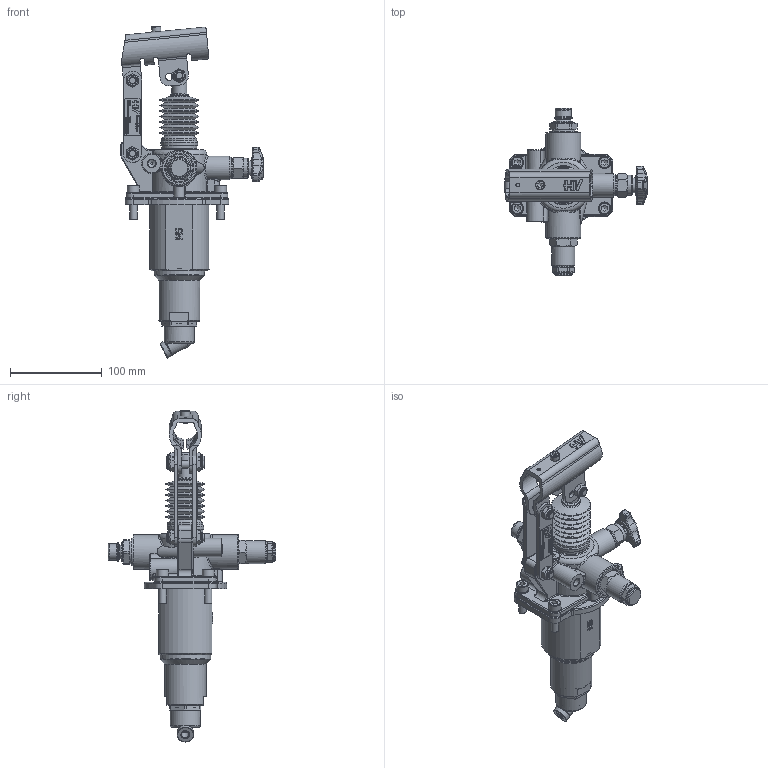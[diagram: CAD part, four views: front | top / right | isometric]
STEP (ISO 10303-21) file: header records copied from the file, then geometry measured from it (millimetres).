
FILE_DESCRIPTION((''),'2;1');
FILE_NAME('6071.0135.00.50_STEP.stp','2020-02-26T12:06:18',('Administrator'),(''),'Autodesk Inventor 2013','Autodesk Inventor 2013','');
FILE_SCHEMA(('CONFIG_CONTROL_DESIGN'));
Length unit declared in the file: millimetre
Products named in the file (1): 6071.0135.00
Bounding box: 155.72 x 182.5 x 361.55 mm (x, y, z)
Volume: 4966.9 mm3; surface area: 201569.3 mm2
Topology: 18 solids, 19 shells, 1676 faces, 4202 edges, 2629 vertices
Faces by surface type: plane 725, cylinder 406, bspline 246, torus 147, cone 133, sphere 19
Full cylindrical faces by diameter (mm): 2 x1, 3 x1, 4 x2, 5 x2, 6 x1, 8 x26, 8.5 x4, 8.566 x1, 9 x1, 10 x3, 11.05 x6, 12 x4, 13 x4, 13.2 x1, 14 x5, 15 x1, 16 x3, 16.6 x1, 18 x3, 20 x3, 20.5 x1, 21 x3, 21.8 x2, 22 x1, 23 x2, 25 x2, 25.907 x1, 26 x1, 30 x8, 30.812 x1
Entity records: 53536 total; most frequent: CARTESIAN_POINT 14834, ORIENTED_EDGE 7688, DIRECTION 7093, EDGE_CURVE 3844, AXIS2_PLACEMENT_3D 2579, VERTEX_POINT 2530, EDGE_LOOP 2064, VECTOR 1935
